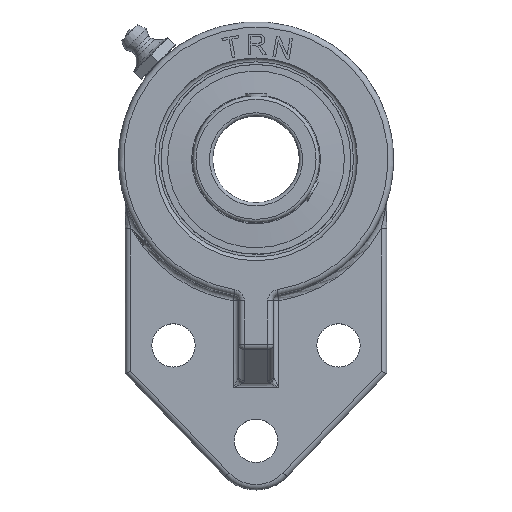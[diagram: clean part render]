
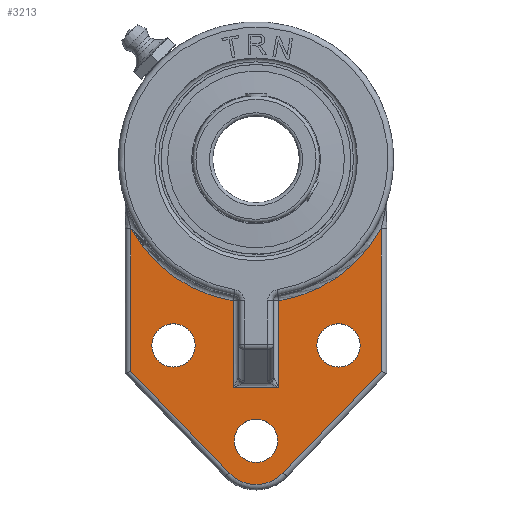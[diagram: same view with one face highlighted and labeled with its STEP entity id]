
A CAD part, top view. The second image highlights one B-rep face of the part: STEP entity #3213.
In plain terms, the highlighted planar face has unit normal (0, 0, 1).
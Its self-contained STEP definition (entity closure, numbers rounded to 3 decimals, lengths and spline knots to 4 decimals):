
#346=CIRCLE('',#3419,3.302);
#349=CIRCLE('',#3424,3.302);
#355=CIRCLE('',#3440,0.873);
#357=CIRCLE('',#3445,0.5);
#358=CIRCLE('',#3446,0.5);
#359=CIRCLE('',#3447,0.5);
#668=VERTEX_POINT('',#4923);
#681=VERTEX_POINT('',#5086);
#684=VERTEX_POINT('',#5214);
#687=VERTEX_POINT('',#5224);
#689=VERTEX_POINT('',#5241);
#697=VERTEX_POINT('',#5349);
#700=VERTEX_POINT('',#5375);
#703=VERTEX_POINT('',#5548);
#704=VERTEX_POINT('',#5550);
#708=VERTEX_POINT('',#5728);
#710=VERTEX_POINT('',#5740);
#711=VERTEX_POINT('',#5742);
#712=VERTEX_POINT('',#5744);
#978=VECTOR('',#3946,1.);
#980=VECTOR('',#3950,1.);
#981=VECTOR('',#3953,1.);
#982=VECTOR('',#3958,1.);
#984=VECTOR('',#3966,1.);
#987=VECTOR('',#3975,1.);
#988=VECTOR('',#3985,1.);
#1179=LINE('',#5365,#978);
#1181=LINE('',#5368,#980);
#1182=LINE('',#5370,#981);
#1183=LINE('',#5374,#982);
#1185=LINE('',#5549,#984);
#1188=LINE('',#5558,#987);
#1189=LINE('',#5732,#988);
#1445=EDGE_CURVE('',#689,#668,#346,.T.);
#1454=EDGE_CURVE('',#687,#697,#349,.T.);
#1458=EDGE_CURVE('',#681,#684,#1179,.T.);
#1460=EDGE_CURVE('',#684,#687,#1181,.T.);
#1461=EDGE_CURVE('',#668,#681,#1182,.T.);
#1463=EDGE_CURVE('',#697,#700,#1183,.T.);
#1468=EDGE_CURVE('',#703,#704,#1185,.T.);
#1473=EDGE_CURVE('',#704,#689,#1188,.T.);
#1476=EDGE_CURVE('',#708,#703,#355,.T.);
#1478=EDGE_CURVE('',#700,#708,#1189,.T.);
#1482=EDGE_CURVE('',#710,#710,#357,.T.);
#1483=EDGE_CURVE('',#711,#711,#358,.T.);
#1484=EDGE_CURVE('',#712,#712,#359,.T.);
#2121=ORIENTED_EDGE('',*,*,#1482,.T.);
#2122=ORIENTED_EDGE('',*,*,#1483,.T.);
#2123=ORIENTED_EDGE('',*,*,#1484,.T.);
#2124=ORIENTED_EDGE('',*,*,#1460,.F.);
#2125=ORIENTED_EDGE('',*,*,#1458,.F.);
#2126=ORIENTED_EDGE('',*,*,#1461,.F.);
#2127=ORIENTED_EDGE('',*,*,#1445,.F.);
#2128=ORIENTED_EDGE('',*,*,#1473,.F.);
#2129=ORIENTED_EDGE('',*,*,#1468,.F.);
#2130=ORIENTED_EDGE('',*,*,#1476,.F.);
#2131=ORIENTED_EDGE('',*,*,#1478,.F.);
#2132=ORIENTED_EDGE('',*,*,#1463,.F.);
#2133=ORIENTED_EDGE('',*,*,#1454,.F.);
#2681=EDGE_LOOP('',(#2121));
#2682=EDGE_LOOP('',(#2122));
#2683=EDGE_LOOP('',(#2123));
#2684=EDGE_LOOP('',(#2124,#2125,#2126,#2127,#2128,#2129,#2130,#2131,#2132,
#2133));
#2950=FACE_BOUND('',#2681,.T.);
#2951=FACE_BOUND('',#2682,.T.);
#2952=FACE_BOUND('',#2683,.T.);
#2953=FACE_BOUND('',#2684,.T.);
#3213=ADVANCED_FACE('',(#2950,#2951,#2952,#2953),#7244,.T.);
#3419=AXIS2_PLACEMENT_3D('',#5242,#3927,#3928);
#3424=AXIS2_PLACEMENT_3D('',#5348,#3938,#3939);
#3440=AXIS2_PLACEMENT_3D('',#5729,#3979,#3980);
#3444=AXIS2_PLACEMENT_3D('',#5738,#3990,$);
#3445=AXIS2_PLACEMENT_3D('',#5739,#3991,#3992);
#3446=AXIS2_PLACEMENT_3D('',#5741,#3993,#3994);
#3447=AXIS2_PLACEMENT_3D('',#5743,#3995,#3996);
#3927=DIRECTION('',(0.,0.,1.));
#3928=DIRECTION('',(-2.1,-2.548,0.));
#3938=DIRECTION('',(0.,0.,1.));
#3939=DIRECTION('',(2.1,-2.548,0.));
#3946=DIRECTION('',(1.,0.,0.));
#3950=DIRECTION('',(0.,1.,0.));
#3953=DIRECTION('',(0.,-1.,0.));
#3958=DIRECTION('',(0.,-1.,0.));
#3966=DIRECTION('',(-0.695,0.719,0.));
#3975=DIRECTION('',(0.,1.,0.));
#3979=DIRECTION('',(0.,0.,-1.));
#3980=DIRECTION('',(0.,-0.873,0.));
#3985=DIRECTION('',(-0.695,-0.719,0.));
#3990=DIRECTION('',(0.,0.,1.));
#3991=DIRECTION('',(0.,0.,-1.));
#3992=DIRECTION('',(0.5,0.,0.));
#3993=DIRECTION('',(0.,0.,-1.));
#3994=DIRECTION('',(0.5,0.,0.));
#3995=DIRECTION('',(0.,0.,-1.));
#3996=DIRECTION('',(0.5,0.,0.));
#4923=CARTESIAN_POINT('',(-0.527,-3.2597,0.8));
#5086=CARTESIAN_POINT('',(-0.527,-5.2698,0.8));
#5214=CARTESIAN_POINT('',(0.527,-5.2698,0.8));
#5224=CARTESIAN_POINT('',(0.527,-3.2597,0.8));
#5241=CARTESIAN_POINT('',(-2.888,-1.6008,0.8));
#5242=CARTESIAN_POINT('',(0.,0.,0.8));
#5348=CARTESIAN_POINT('',(0.,0.,0.8));
#5349=CARTESIAN_POINT('',(2.888,-1.6008,0.8));
#5365=CARTESIAN_POINT('',(-0.2,-5.2698,0.8));
#5368=CARTESIAN_POINT('',(0.527,-2.9538,0.8));
#5370=CARTESIAN_POINT('',(-0.527,-2.9538,0.8));
#5374=CARTESIAN_POINT('',(2.888,-2.5498,0.8));
#5375=CARTESIAN_POINT('',(2.888,-4.8911,0.8));
#5548=CARTESIAN_POINT('',(-0.628,-7.2314,0.8));
#5549=CARTESIAN_POINT('',(-2.3248,-5.4744,0.8));
#5550=CARTESIAN_POINT('',(-2.888,-4.8911,0.8));
#5558=CARTESIAN_POINT('',(-2.888,-2.5498,0.8));
#5728=CARTESIAN_POINT('',(0.628,-7.2314,0.8));
#5729=CARTESIAN_POINT('',(0.,-6.625,0.8));
#5732=CARTESIAN_POINT('',(2.3248,-5.4744,0.8));
#5738=CARTESIAN_POINT('',(0.,-2.1308,0.8));
#5739=CARTESIAN_POINT('',(1.905,-4.29,0.8));
#5740=CARTESIAN_POINT('',(1.405,-4.29,0.8));
#5741=CARTESIAN_POINT('',(0.,-6.49,0.8));
#5742=CARTESIAN_POINT('',(-0.5,-6.49,0.8));
#5743=CARTESIAN_POINT('',(-1.905,-4.29,0.8));
#5744=CARTESIAN_POINT('',(-2.405,-4.29,0.8));
#7244=PLANE('',#3444);
